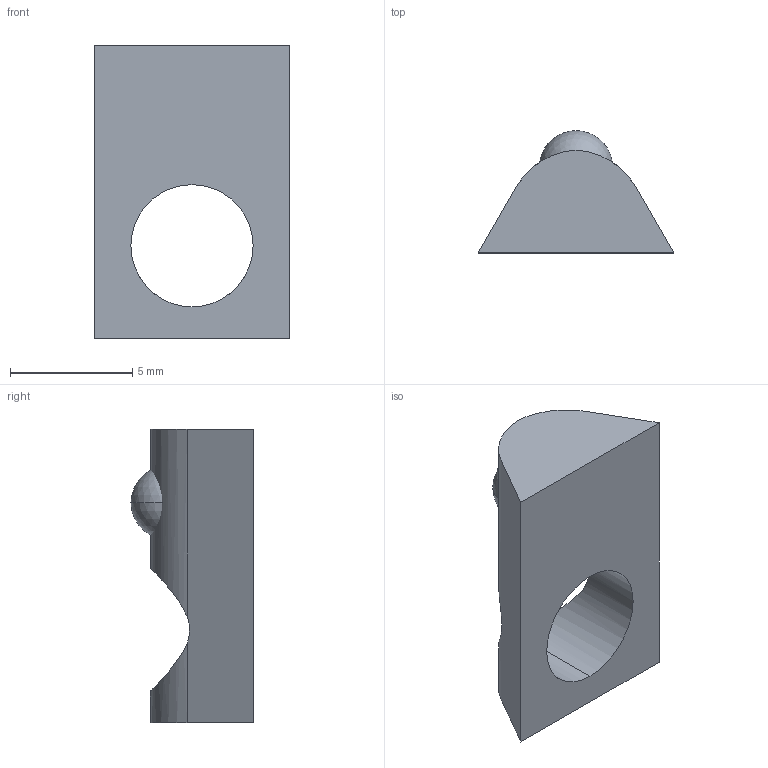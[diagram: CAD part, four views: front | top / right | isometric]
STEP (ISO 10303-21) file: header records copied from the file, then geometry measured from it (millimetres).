
FILE_DESCRIPTION (( 'STEP AP203' ), '1' );
FILE_NAME ('084.302.128.STEP', '2018-03-15T09:08:16', ( '' ), ( '' ), 'SwSTEP 2.0', 'SolidWorks 2016', '' );
FILE_SCHEMA (( 'CONFIG_CONTROL_DESIGN' ));
Length unit declared in the file: millimetre
Products named in the file (3): Sfera; Dado a culla; 084.302.128
Assembly tree (2 placements, depth 2):
  084.302.128
    Dado a culla
    Sfera
Bounding box: 8 x 5 x 12 mm (x, y, z)
Volume: 208.3 mm3; surface area: 327.4 mm2
Topology: 2 solids, 2 shells, 13 faces, 35 edges, 23 vertices
Faces by surface type: cylinder 6, plane 5, sphere 2
Entity records: 729 total; most frequent: CARTESIAN_POINT 130, DIRECTION 68, ORIENTED_EDGE 60, EDGE_CURVE 30, PERSON_AND_ORGANIZATION 26, AXIS2_PLACEMENT_3D 26, VERTEX_POINT 20, DATE_AND_TIME 19
